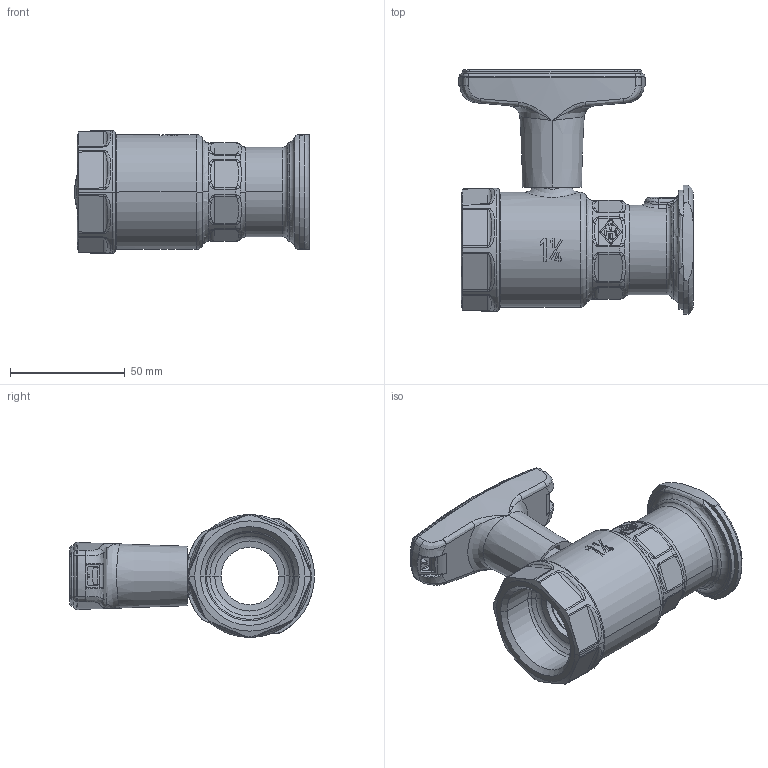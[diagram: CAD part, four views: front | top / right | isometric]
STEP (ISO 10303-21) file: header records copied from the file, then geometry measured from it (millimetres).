
FILE_DESCRIPTION((''),'2;1');
FILE_NAME('0620-05-000_SW0001','2012-11-12T',('marann'),(''),'PRO/ENGINEER BY PARAMETRIC TECHNOLOGY CORPORATION, 2011490','PRO/ENGINEER BY PARAMETRIC TECHNOLOGY CORPORATION, 2011490','');
FILE_SCHEMA(('CONFIG_CONTROL_DESIGN'));
Length unit declared in the file: millimetre
Products named in the file (1): 0620-05-000_SW0001
Bounding box: 102.15 x 106.41 x 53.43 mm (x, y, z)
Volume: 103409.8 mm3; surface area: 63140.1 mm2
Topology: 2 solids, 3 shells, 1848 faces, 4943 edges, 3170 vertices
Faces by surface type: plane 1152, cylinder 315, bspline 186, torus 93, cone 78, sphere 14, extrusion 10
Entity records: 68784 total; most frequent: CARTESIAN_POINT 23895, ORIENTED_EDGE 9886, DIRECTION 8575, EDGE_CURVE 4943, VECTOR 3255, LINE 3245, VERTEX_POINT 3170, AXIS2_PLACEMENT_3D 2660
